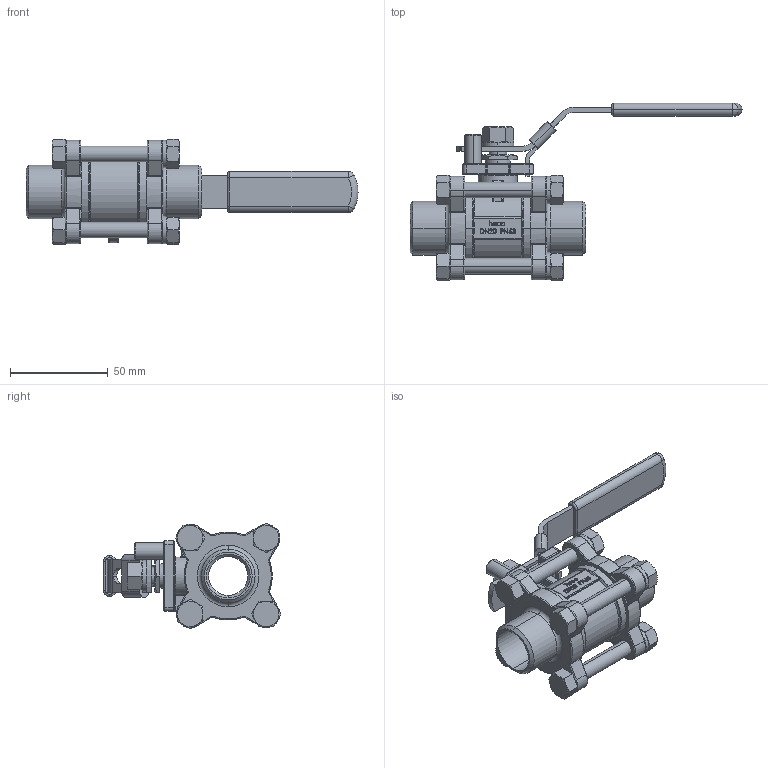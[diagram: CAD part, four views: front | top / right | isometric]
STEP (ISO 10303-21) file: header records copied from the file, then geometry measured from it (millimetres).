
FILE_DESCRIPTION (( 'STEP AP214' ), '1' );
FILE_NAME ('K3-034-000-4 Kugelhahn heco step214.STEP', '2011-02-17T11:08:23', ( 'Azubi CAD' ), ( 'heco GmbH' ), 'SwSTEP 2.0', 'SolidWorks 2005235', '' );
FILE_SCHEMA (( 'AUTOMOTIVE_DESIGN' ));
Length unit declared in the file: millimetre
Products named in the file (1): K3-034-000-4 Kugelhahn heco step214
Bounding box: 170 x 90.95 x 53.9 mm (x, y, z)
Volume: 112639.9 mm3; surface area: 44670.6 mm2
Topology: 1 solids, 1 shells, 1087 faces, 2665 edges, 1634 vertices
Faces by surface type: plane 386, bspline 230, cylinder 227, cone 122, torus 106, sphere 16
Entity records: 83373 total; most frequent: CARTESIAN_POINT 47763, ORIENTED_EDGE 5298, DIRECTION 4238, EDGE_CURVE 2649, VERTEX_POINT 1634, AXIS2_PLACEMENT_3D 1612, EDGE_LOOP 1179, UNCERTAINTY_MEASURE_WITH_UNIT 1089
